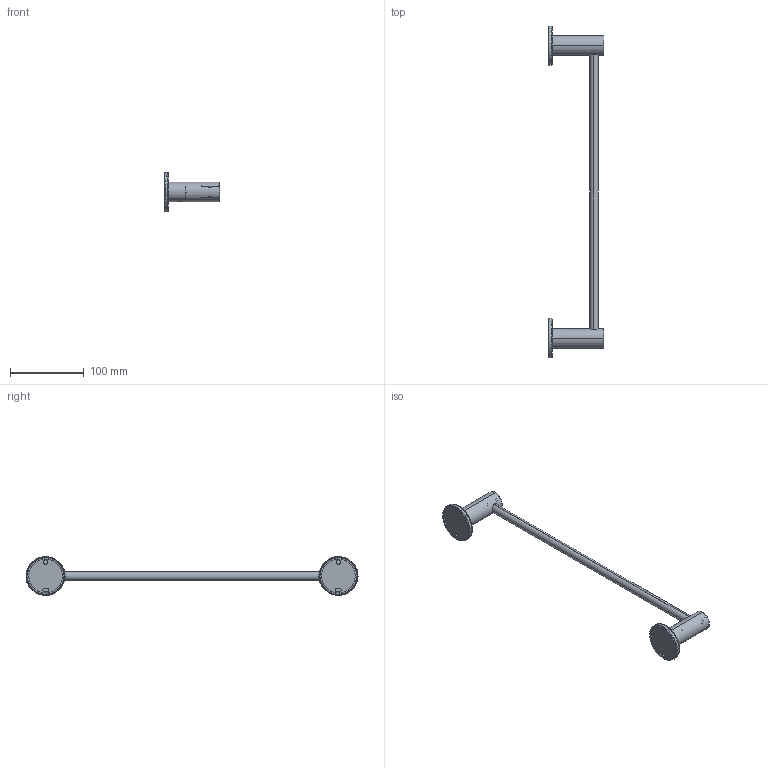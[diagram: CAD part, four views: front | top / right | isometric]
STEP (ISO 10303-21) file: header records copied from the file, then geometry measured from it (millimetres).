
FILE_DESCRIPTION (( 'STEP AP203' ), '1' );
FILE_NAME ('ASM07.stp', '2021-05-14T05:19:23', ( '' ), ( '' ), 'SwSTEP 2.0', 'SolidWorks 2021', '' );
FILE_SCHEMA (( 'CONFIG_CONTROL_DESIGN' ));
Length unit declared in the file: millimetre
Products named in the file (11): PQ35000; PQ3200; PQ3200_2; PQ3001; PQ35020; Q3P_ASM; PLSDJ0507; PQ3201_2; PQ3222; ASM07; PQ3201
Assembly tree (12 placements, depth 3):
  ASM07
    PQ3222
    PQ3200_2
    PQ3200
    PQ3201
    PQ3201_2
    PQ3001  x2
    Q3P_ASM  x2
      PQ35020
      PQ35000
      PLSDJ0507
Bounding box: 75.7 x 450 x 53 mm (x, y, z)
Volume: 58301.5 mm3; surface area: 88555.3 mm2
Topology: 11 solids, 13 shells, 838 faces, 2134 edges, 1262 vertices
Faces by surface type: cylinder 360, bspline 260, plane 196, cone 22
Entity records: 22427 total; most frequent: CARTESIAN_POINT 11528, ORIENTED_EDGE 2184, DIRECTION 1834, EDGE_CURVE 1096, AXIS2_PLACEMENT_3D 711, VERTEX_POINT 675, EDGE_LOOP 475, ADVANCED_FACE 446
